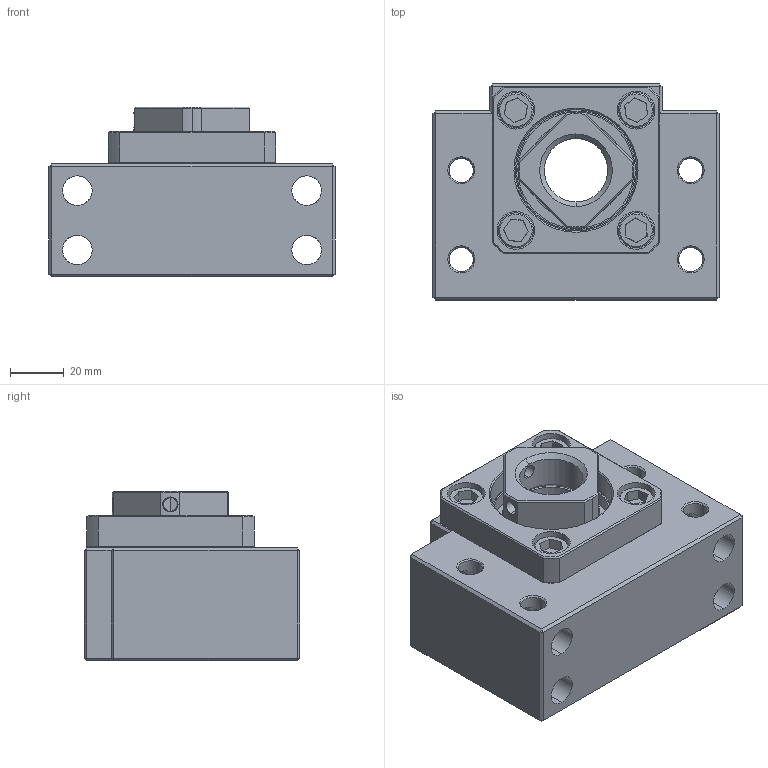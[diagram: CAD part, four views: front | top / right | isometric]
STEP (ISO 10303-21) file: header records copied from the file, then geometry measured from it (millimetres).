
FILE_DESCRIPTION (( 'STEP AP214' ), '1' );
FILE_NAME ('BKN25.step', '2020-09-08T14:36:13', ( '' ), ( '' ), 'SwSTEP 2.0', 'SolidWorks 2020', '' );
FILE_SCHEMA (( 'AUTOMOTIVE_DESIGN' ));
Length unit declared in the file: millimetre
Products named in the file (1): BKN25
Bounding box: 106 x 80 x 63 mm (x, y, z)
Volume: 285856.5 mm3; surface area: 97974.8 mm2
Topology: 15 solids, 15 shells, 467 faces, 1069 edges, 635 vertices
Faces by surface type: cylinder 157, plane 144, cone 92, bspline 74
Entity records: 25401 total; most frequent: CARTESIAN_POINT 10094, ORIENTED_EDGE 2122, DIRECTION 2006, EDGE_CURVE 1061, AXIS2_PLACEMENT_3D 779, VERTEX_POINT 635, EDGE_LOOP 544, UNCERTAINTY_MEASURE_WITH_UNIT 484
